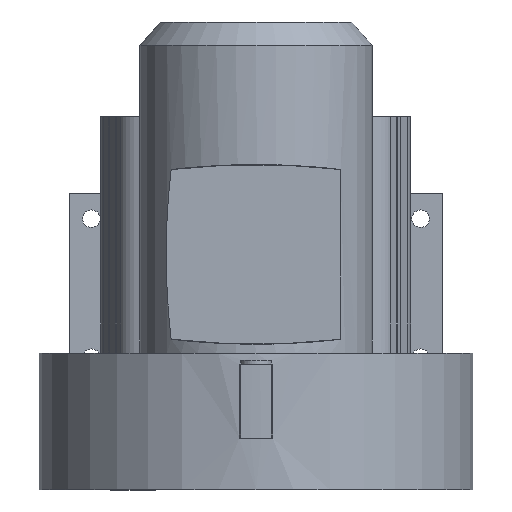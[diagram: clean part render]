
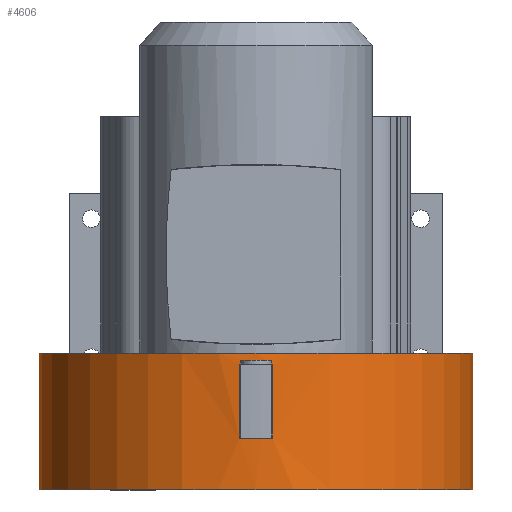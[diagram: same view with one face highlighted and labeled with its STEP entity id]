
A CAD part, front view. The second image highlights one B-rep face of the part: STEP entity #4606.
In plain terms, the highlighted cylindrical face has radius 148.2 mm (diameter 296.4 mm), a partial arc.
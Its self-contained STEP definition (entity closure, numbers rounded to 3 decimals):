
#60=DIRECTION('',(0.,0.,-1.));
#61=VECTOR('',#60,93.6);
#62=CARTESIAN_POINT('',(148.2,0.,58.1));
#63=LINE('',#62,#61);
#64=DIRECTION('',(0.,0.,1.));
#65=VECTOR('',#64,93.6);
#66=CARTESIAN_POINT('',(-148.2,0.,
-35.5));
#67=LINE('',#66,#65);
#68=CARTESIAN_POINT('',(0.,0.,
53.02));
#69=DIRECTION('',(0.,0.,1.));
#70=DIRECTION('',(-0.053,-0.999,0.));
#71=AXIS2_PLACEMENT_3D('',#68,#69,#70);
#73=DIRECTION('',(0.,0.,1.));
#74=VECTOR('',#73,2.5);
#75=CARTESIAN_POINT('',(-7.87,-147.991,50.52));
#76=LINE('',#75,#74);
#77=CARTESIAN_POINT('',(0.,0.,
50.52));
#78=DIRECTION('',(0.,0.,1.));
#79=DIRECTION('',(-0.077,-0.997,0.));
#80=AXIS2_PLACEMENT_3D('',#77,#78,#79);
#82=DIRECTION('',(0.,0.,1.));
#83=VECTOR('',#82,50.52);
#84=CARTESIAN_POINT('',(-11.392,-147.762,
0.));
#85=LINE('',#84,#83);
#86=CARTESIAN_POINT('',(0.,0.,
0.));
#87=DIRECTION('',(0.,0.,1.));
#88=DIRECTION('',(-0.077,-0.997,0.));
#89=AXIS2_PLACEMENT_3D('',#86,#87,#88);
#91=DIRECTION('',(0.,0.,1.));
#92=VECTOR('',#91,50.52);
#93=CARTESIAN_POINT('',(11.395,-147.761,0.));
#94=LINE('',#93,#92);
#95=CARTESIAN_POINT('',(0.,0.,
50.52));
#96=DIRECTION('',(0.,0.,1.));
#97=DIRECTION('',(0.053,-0.999,0.));
#98=AXIS2_PLACEMENT_3D('',#95,#96,#97);
#100=DIRECTION('',(0.,0.,1.));
#101=VECTOR('',#100,2.5);
#102=CARTESIAN_POINT('',(7.87,-147.991,50.52));
#103=LINE('',#102,#101);
#305=CARTESIAN_POINT('',(0.,0.,
58.1));
#306=DIRECTION('',(0.,0.,1.));
#307=DIRECTION('',(-1.,0.,0.));
#308=AXIS2_PLACEMENT_3D('',#305,#306,#307);
#3388=CARTESIAN_POINT('',(0.,0.,
-35.5));
#3389=DIRECTION('',(0.,0.,-1.));
#3390=DIRECTION('',(1.,0.,0.));
#3391=AXIS2_PLACEMENT_3D('',#3388,#3389,#3390);
#4402=CARTESIAN_POINT('',(-148.2,0.,
58.1));
#4403=CARTESIAN_POINT('',(148.2,0.,
58.1));
#4404=VERTEX_POINT('',#4402);
#4405=VERTEX_POINT('',#4403);
#4426=CARTESIAN_POINT('',(-148.2,0.,
-35.5));
#4427=CARTESIAN_POINT('',(148.2,0.,
-35.5));
#4428=VERTEX_POINT('',#4426);
#4429=VERTEX_POINT('',#4427);
#4486=CARTESIAN_POINT('',(-11.392,-147.762,
0.));
#4487=CARTESIAN_POINT('',(11.395,-147.761,
0.));
#4488=VERTEX_POINT('',#4486);
#4489=VERTEX_POINT('',#4487);
#4490=CARTESIAN_POINT('',(-11.392,-147.762,
50.52));
#4491=VERTEX_POINT('',#4490);
#4492=CARTESIAN_POINT('',(11.395,-147.761,50.52));
#4493=VERTEX_POINT('',#4492);
#4494=CARTESIAN_POINT('',(-7.87,-147.991,
53.02));
#4495=CARTESIAN_POINT('',(7.87,-147.991,53.02));
#4496=VERTEX_POINT('',#4494);
#4497=VERTEX_POINT('',#4495);
#4498=CARTESIAN_POINT('',(-7.87,-147.991,
50.52));
#4499=VERTEX_POINT('',#4498);
#4500=CARTESIAN_POINT('',(7.87,-147.991,50.52));
#4501=VERTEX_POINT('',#4500);
#4575=CARTESIAN_POINT('',(0.,0.,
58.1));
#4576=DIRECTION('',(0.,0.,1.));
#4577=DIRECTION('',(1.,0.,0.));
#4578=AXIS2_PLACEMENT_3D('',#4575,#4576,#4577);
#4579=CYLINDRICAL_SURFACE('',#4578,148.2);
#4580=ORIENTED_EDGE('',*,*,#4545,.T.);
#4582=ORIENTED_EDGE('',*,*,#4581,.T.);
#4583=ORIENTED_EDGE('',*,*,#4541,.T.);
#4585=ORIENTED_EDGE('',*,*,#4584,.T.);
#4586=EDGE_LOOP('',(#4580,#4582,#4583,#4585));
#4587=FACE_OUTER_BOUND('',#4586,.F.);
#4589=ORIENTED_EDGE('',*,*,#4588,.F.);
#4591=ORIENTED_EDGE('',*,*,#4590,.F.);
#4593=ORIENTED_EDGE('',*,*,#4592,.F.);
#4595=ORIENTED_EDGE('',*,*,#4594,.F.);
#4597=ORIENTED_EDGE('',*,*,#4596,.T.);
#4599=ORIENTED_EDGE('',*,*,#4598,.T.);
#4601=ORIENTED_EDGE('',*,*,#4600,.F.);
#4603=ORIENTED_EDGE('',*,*,#4602,.T.);
#4604=EDGE_LOOP('',(#4589,#4591,#4593,#4595,#4597,#4599,#4601,#4603));
#4605=FACE_BOUND('',#4604,.F.);
#4606=ADVANCED_FACE('',(#4587,#4605),#4579,.T.);
#72=CIRCLE('',#71,148.2);
#81=CIRCLE('',#80,148.2);
#90=CIRCLE('',#89,148.2);
#99=CIRCLE('',#98,148.2);
#309=CIRCLE('',#308,148.2);
#3392=CIRCLE('',#3391,148.2);
#4541=EDGE_CURVE('',#4428,#4404,#67,.T.);
#4545=EDGE_CURVE('',#4405,#4429,#63,.T.);
#4581=EDGE_CURVE('',#4429,#4428,#3392,.T.);
#4584=EDGE_CURVE('',#4404,#4405,#309,.T.);
#4588=EDGE_CURVE('',#4496,#4497,#72,.T.);
#4590=EDGE_CURVE('',#4499,#4496,#76,.T.);
#4592=EDGE_CURVE('',#4491,#4499,#81,.T.);
#4594=EDGE_CURVE('',#4488,#4491,#85,.T.);
#4596=EDGE_CURVE('',#4488,#4489,#90,.T.);
#4598=EDGE_CURVE('',#4489,#4493,#94,.T.);
#4600=EDGE_CURVE('',#4501,#4493,#99,.T.);
#4602=EDGE_CURVE('',#4501,#4497,#103,.T.);
